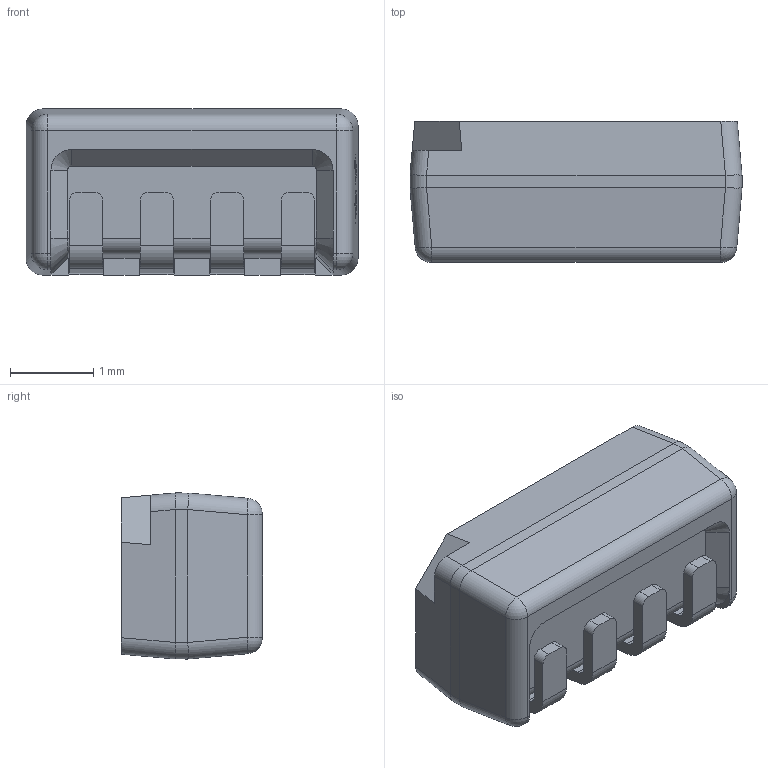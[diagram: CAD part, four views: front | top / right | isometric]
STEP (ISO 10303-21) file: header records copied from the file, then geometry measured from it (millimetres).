
FILE_DESCRIPTION (( 'STEP AP214' ), '1' );
FILE_NAME ('錨璃23.STEP', '2024-08-09T07:29:40', ( '' ), ( '' ), 'SwSTEP 2.0', 'SolidWorks 2021', '' );
FILE_SCHEMA (( 'AUTOMOTIVE_DESIGN' ));
Length unit declared in the file: millimetre
Products named in the file (1): 錨璃23
Bounding box: 4 x 1.7 x 2 mm (x, y, z)
Volume: 10.7 mm3; surface area: 42.2 mm2
Topology: 1 solids, 1 shells, 374 faces, 1020 edges, 668 vertices
Faces by surface type: plane 226, bspline 98, cylinder 42, sphere 4, cone 4
Entity records: 16352 total; most frequent: CARTESIAN_POINT 3471, ORIENTED_EDGE 2040, DIRECTION 1410, EDGE_CURVE 1020, LINE 716, VECTOR 716, VERTEX_POINT 668, EDGE_LOOP 394
